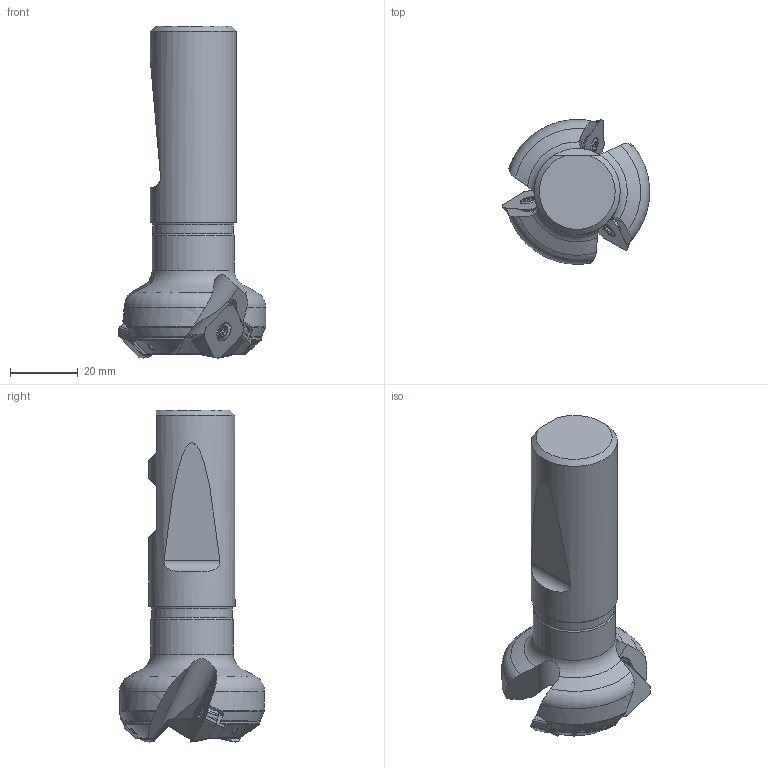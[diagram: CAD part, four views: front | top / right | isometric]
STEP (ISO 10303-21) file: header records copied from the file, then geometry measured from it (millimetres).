
FILE_DESCRIPTION(/* description */ (''),/* implementation_level */ '2;1');
FILE_NAME(/* name */ 'toolassembly_1.stp',/* time_stamp */ '2019-05-02T16:50:44+02:00',/* author */ (''),/* organization */ ('SMS'),/* preprocessor_version */ 'ST-DEVELOPER v15',/* originating_system */ 'SIEMENS PLM Software NX 8.5',/* authorisation */ '');
FILE_SCHEMA (('AUTOMOTIVE_DESIGN { 1 0 10303 214 3 1 1 1 }'));
Length unit declared in the file: millimetre
Products named in the file (4): CUT_20190502165011; NOCUT_20190502164945; ASSEMBLY_CONSTRUCTION; TOOLASSEMBLY_1
Assembly tree (5 placements, depth 2):
  TOOLASSEMBLY_1
    ASSEMBLY_CONSTRUCTION
    NOCUT_20190502164945
    CUT_20190502165011  x3
Bounding box: 43.47 x 42.73 x 97.97 mm (x, y, z)
Volume: 52339 mm3; surface area: 12606.5 mm2
Topology: 4 solids, 4 shells, 447 faces, 1338 edges, 926 vertices
Faces by surface type: plane 165, extrusion 111, cylinder 67, cone 59, torus 35, sphere 9, revolution 1
Full cylindrical faces by diameter (mm): 3.5 x3, 4.1 x3, 5.25 x3, 23.75 x1, 24.25 x1, 25.393 x1
Entity records: 14931 total; most frequent: CARTESIAN_POINT 5736, ORIENTED_EDGE 1958, DIRECTION 1743, EDGE_CURVE 979, AXIS2_PLACEMENT_3D 688, VERTEX_POINT 671, EDGE_LOOP 414, VECTOR 366
